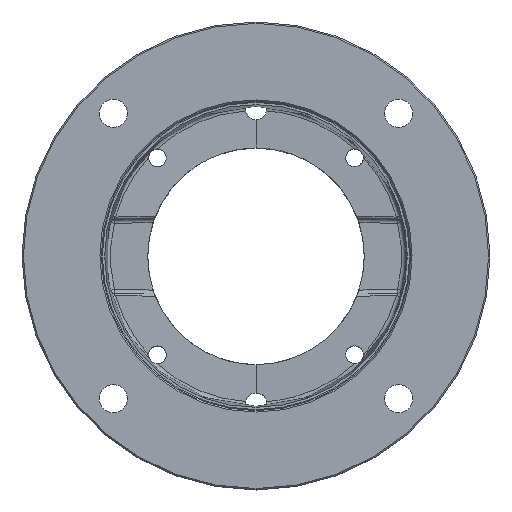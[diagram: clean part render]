
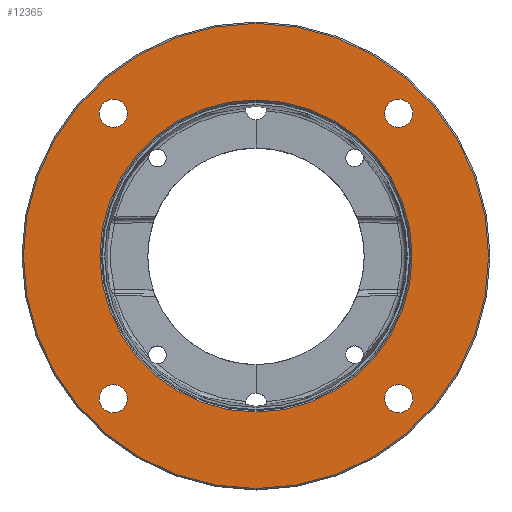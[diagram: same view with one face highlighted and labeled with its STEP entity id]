
A CAD part, top view. The second image highlights one B-rep face of the part: STEP entity #12365.
In plain terms, the highlighted planar face has unit normal (0, 0, 1).
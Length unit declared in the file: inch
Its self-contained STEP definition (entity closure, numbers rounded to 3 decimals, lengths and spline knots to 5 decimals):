
#12=CARTESIAN_POINT('',(0.,0.,-0.06));
#13=DIRECTION('',(0.,0.,1.));
#14=DIRECTION('',(0.,1.,0.));
#15=AXIS2_PLACEMENT_3D('',#12,#13,#14);
#21=CARTESIAN_POINT('',(0.,0.,-0.06));
#22=DIRECTION('',(0.,0.,-1.));
#23=DIRECTION('',(0.,1.,0.));
#24=AXIS2_PLACEMENT_3D('',#21,#22,#23);
#1960=CARTESIAN_POINT('',(-2.07713,2.07713,-0.06));
#1961=DIRECTION('',(0.,0.,-1.));
#1962=DIRECTION('',(-0.707,0.707,0.));
#1963=AXIS2_PLACEMENT_3D('',#1960,#1961,#1962);
#1965=CARTESIAN_POINT('',(-2.07713,2.07713,-0.06));
#1966=DIRECTION('',(0.,0.,-1.));
#1967=DIRECTION('',(0.707,-0.707,0.));
#1968=AXIS2_PLACEMENT_3D('',#1965,#1966,#1967);
#1970=CARTESIAN_POINT('',(-2.07713,-2.07713,-0.06));
#1971=DIRECTION('',(0.,0.,-1.));
#1972=DIRECTION('',(-0.707,-0.707,0.));
#1973=AXIS2_PLACEMENT_3D('',#1970,#1971,#1972);
#1975=CARTESIAN_POINT('',(-2.07713,-2.07713,-0.06));
#1976=DIRECTION('',(0.,0.,-1.));
#1977=DIRECTION('',(0.707,0.707,0.));
#1978=AXIS2_PLACEMENT_3D('',#1975,#1976,#1977);
#1980=CARTESIAN_POINT('',(2.07713,-2.07713,-0.06));
#1981=DIRECTION('',(0.,0.,-1.));
#1982=DIRECTION('',(0.707,-0.707,0.));
#1983=AXIS2_PLACEMENT_3D('',#1980,#1981,#1982);
#1985=CARTESIAN_POINT('',(2.07713,-2.07713,-0.06));
#1986=DIRECTION('',(0.,0.,-1.));
#1987=DIRECTION('',(-0.707,0.707,0.));
#1988=AXIS2_PLACEMENT_3D('',#1985,#1986,#1987);
#1990=CARTESIAN_POINT('',(2.07713,2.07713,-0.06));
#1991=DIRECTION('',(0.,0.,-1.));
#1992=DIRECTION('',(0.707,0.707,0.));
#1993=AXIS2_PLACEMENT_3D('',#1990,#1991,#1992);
#1995=CARTESIAN_POINT('',(2.07713,2.07713,-0.06));
#1996=DIRECTION('',(0.,0.,-1.));
#1997=DIRECTION('',(-0.707,-0.707,0.));
#1998=AXIS2_PLACEMENT_3D('',#1995,#1996,#1997);
#2000=CARTESIAN_POINT('',(0.,0.,-0.06));
#2001=DIRECTION('',(0.,0.,1.));
#2002=DIRECTION('',(0.,1.,0.));
#2003=AXIS2_PLACEMENT_3D('',#2000,#2001,#2002);
#2005=CARTESIAN_POINT('',(0.,0.,-0.06));
#2006=DIRECTION('',(0.,0.,1.));
#2007=DIRECTION('',(0.,-1.,0.));
#2008=AXIS2_PLACEMENT_3D('',#2005,#2006,#2007);
#8413=CARTESIAN_POINT('',(0.,3.385,-0.06));
#8414=CARTESIAN_POINT('',(0.,-3.385,-0.06));
#8415=VERTEX_POINT('',#8413);
#8416=VERTEX_POINT('',#8414);
#8441=CARTESIAN_POINT('',(-2.22208,2.22208,-0.06));
#8442=CARTESIAN_POINT('',(-1.93217,1.93217,-0.06));
#8443=VERTEX_POINT('',#8441);
#8444=VERTEX_POINT('',#8442);
#8461=CARTESIAN_POINT('',(-2.22208,-2.22208,-0.06));
#8462=CARTESIAN_POINT('',(-1.93217,-1.93217,-0.06));
#8463=VERTEX_POINT('',#8461);
#8464=VERTEX_POINT('',#8462);
#8469=CARTESIAN_POINT('',(2.22208,-2.22208,-0.06));
#8470=CARTESIAN_POINT('',(1.93217,-1.93217,-0.06));
#8471=VERTEX_POINT('',#8469);
#8472=VERTEX_POINT('',#8470);
#8477=CARTESIAN_POINT('',(2.22208,2.22208,-0.06));
#8478=CARTESIAN_POINT('',(1.93217,1.93217,-0.06));
#8479=VERTEX_POINT('',#8477);
#8480=VERTEX_POINT('',#8478);
#8501=CARTESIAN_POINT('',(0.,2.271,-0.06));
#8502=CARTESIAN_POINT('',(0.,-2.271,-0.06));
#8503=VERTEX_POINT('',#8501);
#8504=VERTEX_POINT('',#8502);
#12327=CARTESIAN_POINT('',(0.,0.,-0.06));
#12328=DIRECTION('',(0.,0.,1.));
#12329=DIRECTION('',(0.,1.,0.));
#12330=AXIS2_PLACEMENT_3D('',#12327,#12328,#12329);
#12331=PLANE('',#12330);
#12332=ORIENTED_EDGE('',*,*,#8669,.T.);
#12333=ORIENTED_EDGE('',*,*,#8654,.F.);
#12334=EDGE_LOOP('',(#12332,#12333));
#12335=FACE_OUTER_BOUND('',#12334,.F.);
#12337=ORIENTED_EDGE('',*,*,#12336,.F.);
#12339=ORIENTED_EDGE('',*,*,#12338,.F.);
#12340=EDGE_LOOP('',(#12337,#12339));
#12341=FACE_BOUND('',#12340,.F.);
#12343=ORIENTED_EDGE('',*,*,#12342,.F.);
#12345=ORIENTED_EDGE('',*,*,#12344,.F.);
#12346=EDGE_LOOP('',(#12343,#12345));
#12347=FACE_BOUND('',#12346,.F.);
#12349=ORIENTED_EDGE('',*,*,#12348,.F.);
#12351=ORIENTED_EDGE('',*,*,#12350,.F.);
#12352=EDGE_LOOP('',(#12349,#12351));
#12353=FACE_BOUND('',#12352,.F.);
#12355=ORIENTED_EDGE('',*,*,#12354,.F.);
#12357=ORIENTED_EDGE('',*,*,#12356,.F.);
#12358=EDGE_LOOP('',(#12355,#12357));
#12359=FACE_BOUND('',#12358,.F.);
#12361=ORIENTED_EDGE('',*,*,#12360,.T.);
#12362=ORIENTED_EDGE('',*,*,#12317,.T.);
#12363=EDGE_LOOP('',(#12361,#12362));
#12364=FACE_BOUND('',#12363,.F.);
#12365=ADVANCED_FACE('',(#12335,#12341,#12347,#12353,#12359,#12364),#12331,.T.);
#16=CIRCLE('',#15,3.385);
#25=CIRCLE('',#24,3.385);
#1964=CIRCLE('',#1963,0.205);
#1969=CIRCLE('',#1968,0.205);
#1974=CIRCLE('',#1973,0.205);
#1979=CIRCLE('',#1978,0.205);
#1984=CIRCLE('',#1983,0.205);
#1989=CIRCLE('',#1988,0.205);
#1994=CIRCLE('',#1993,0.205);
#1999=CIRCLE('',#1998,0.205);
#2004=CIRCLE('',#2003,2.271);
#2009=CIRCLE('',#2008,2.271);
#8654=EDGE_CURVE('',#8415,#8416,#16,.T.);
#8669=EDGE_CURVE('',#8415,#8416,#25,.T.);
#12317=EDGE_CURVE('',#8504,#8503,#2009,.T.);
#12336=EDGE_CURVE('',#8443,#8444,#1964,.T.);
#12338=EDGE_CURVE('',#8444,#8443,#1969,.T.);
#12342=EDGE_CURVE('',#8463,#8464,#1974,.T.);
#12344=EDGE_CURVE('',#8464,#8463,#1979,.T.);
#12348=EDGE_CURVE('',#8471,#8472,#1984,.T.);
#12350=EDGE_CURVE('',#8472,#8471,#1989,.T.);
#12354=EDGE_CURVE('',#8479,#8480,#1994,.T.);
#12356=EDGE_CURVE('',#8480,#8479,#1999,.T.);
#12360=EDGE_CURVE('',#8503,#8504,#2004,.T.);
